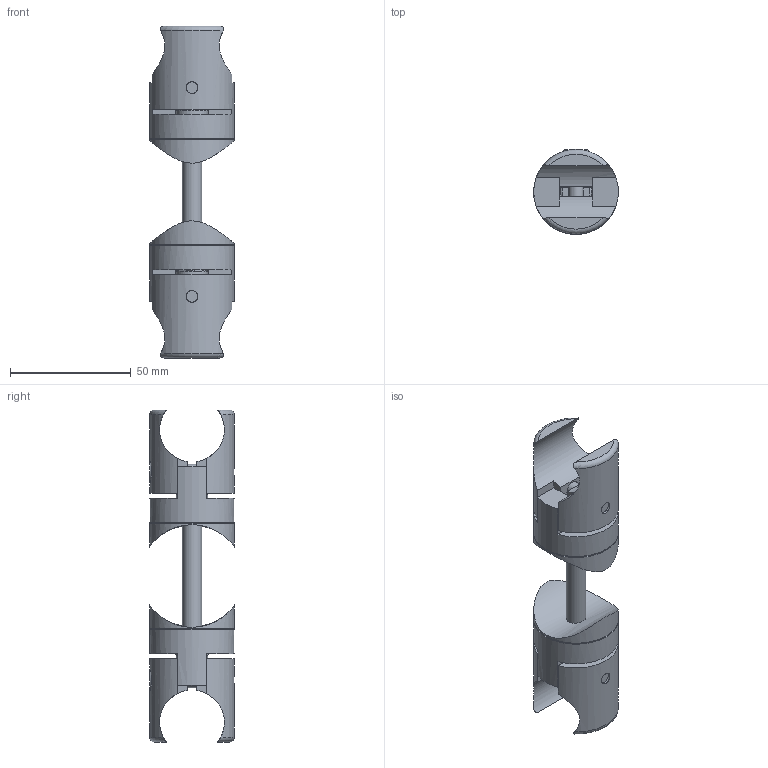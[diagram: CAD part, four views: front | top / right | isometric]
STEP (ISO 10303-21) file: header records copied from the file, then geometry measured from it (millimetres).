
FILE_DESCRIPTION(/* description */ ('-'),/* implementation_level */ '2;1');
FILE_NAME(/* name */ '4d20b748-159f-41df-be23-277ba3570b06.stp',/* time_stamp */ '2021-07-08T11:34:52+02:00',/* author */ ('-'),/* organization */ ('Carl Stahl'),/* preprocessor_version */ 'ST-DEVELOPER v18',/* originating_system */ 'Autodesk Inventor 2020',/* authorisation */ '-');
FILE_SCHEMA (('AUTOMOTIVE_DESIGN { 1 0 10303 214 3 1 1 }'));
Length unit declared in the file: millimetre
Products named in the file (10): CX3-40269-DD424; CX3-40269; CX3-40269_1; CX3-40269-01; CX3-40269-02; CX3-40269-03; DIN 7984 - M6 x 30; SS-ISO 7040 - M8; DIN 912 - M8 x 60; CX3-40269-424
Assembly tree (14 placements, depth 3):
  CX3-40269-DD424
    CX3-40269
      CX3-40269-01
      CX3-40269-02
      CX3-40269-03
      DIN 7984 - M6 x 30
    CX3-40269_1
      CX3-40269-01
      CX3-40269-02
      CX3-40269-03
      DIN 7984 - M6 x 30
    SS-ISO 7040 - M8
    DIN 912 - M8 x 60
    CX3-40269-424  x2
Bounding box: 35 x 35 x 137.4 mm (x, y, z)
Volume: 58018.1 mm3; surface area: 31590.2 mm2
Topology: 12 solids, 12 shells, 215 faces, 535 edges, 365 vertices
Faces by surface type: plane 131, cylinder 54, cone 20, torus 10
Full cylindrical faces by diameter (mm): 3 x4, 4.917 x2, 6 x2, 6.6 x2, 6.647 x1, 8 x1, 8.2 x2, 9 x2, 10 x2, 11 x2, 13 x2, 27.5 x2, 28 x2, 34 x2, 35 x4
Entity records: 4460 total; most frequent: CARTESIAN_POINT 1038, DIRECTION 662, ORIENTED_EDGE 624, EDGE_CURVE 312, AXIS2_PLACEMENT_3D 255, VERTEX_POINT 212, LINE 152, VECTOR 152
